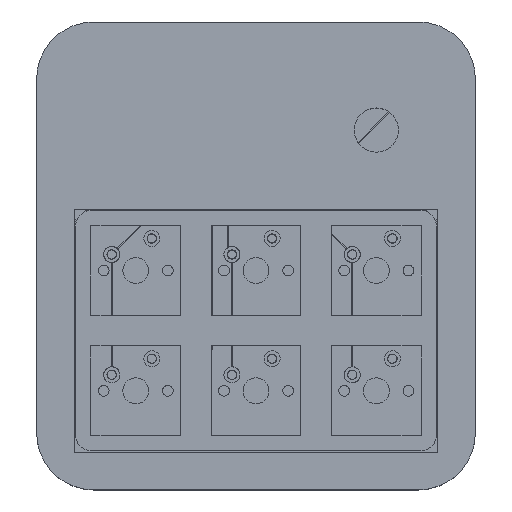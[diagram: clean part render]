
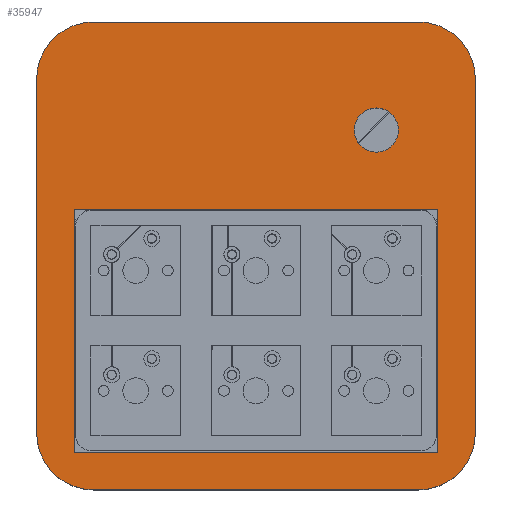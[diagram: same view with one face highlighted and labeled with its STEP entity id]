
A CAD part, top view. The second image highlights one B-rep face of the part: STEP entity #35947.
In plain terms, the highlighted planar face has unit normal (0, 0, 1).
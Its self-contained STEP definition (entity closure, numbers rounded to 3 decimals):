
#892=FACE_BOUND('',#6695,.T.);
#893=FACE_BOUND('',#6696,.T.);
#2269=PLANE('',#39204);
#4217=FACE_OUTER_BOUND('',#6694,.T.);
#6694=EDGE_LOOP('',(#32997,#32998,#32999,#33000,#33001,#33002,#33003,#33004));
#6695=EDGE_LOOP('',(#33005,#33006,#33007,#33008));
#6696=EDGE_LOOP('',(#33009));
#10414=LINE('',#58988,#14209);
#10418=LINE('',#58996,#14213);
#10421=LINE('',#59002,#14216);
#10424=LINE('',#59007,#14219);
#10428=LINE('',#59019,#14223);
#10431=LINE('',#59027,#14226);
#10434=LINE('',#59035,#14229);
#10437=LINE('',#59043,#14232);
#14209=VECTOR('',#48816,10.);
#14213=VECTOR('',#48822,10.);
#14216=VECTOR('',#48827,10.);
#14219=VECTOR('',#48832,10.);
#14223=VECTOR('',#48844,10.);
#14226=VECTOR('',#48853,10.);
#14229=VECTOR('',#48862,10.);
#14232=VECTOR('',#48871,10.);
#15442=CIRCLE('',#39190,3.5);
#15444=CIRCLE('',#39194,9.);
#15445=CIRCLE('',#39197,9.);
#15446=CIRCLE('',#39200,9.);
#15447=CIRCLE('',#39203,9.);
#18598=VERTEX_POINT('',#58986);
#18599=VERTEX_POINT('',#58987);
#18602=VERTEX_POINT('',#58995);
#18604=VERTEX_POINT('',#59001);
#18606=VERTEX_POINT('',#59010);
#18608=VERTEX_POINT('',#59016);
#18609=VERTEX_POINT('',#59018);
#18610=VERTEX_POINT('',#59022);
#18611=VERTEX_POINT('',#59026);
#18612=VERTEX_POINT('',#59030);
#18613=VERTEX_POINT('',#59034);
#18614=VERTEX_POINT('',#59038);
#18615=VERTEX_POINT('',#59042);
#23411=EDGE_CURVE('',#18598,#18599,#10414,.T.);
#23415=EDGE_CURVE('',#18602,#18598,#10418,.T.);
#23418=EDGE_CURVE('',#18604,#18602,#10421,.T.);
#23421=EDGE_CURVE('',#18599,#18604,#10424,.T.);
#23423=EDGE_CURVE('',#18606,#18606,#15442,.T.);
#23427=EDGE_CURVE('',#18609,#18608,#10428,.T.);
#23429=EDGE_CURVE('',#18610,#18609,#15444,.T.);
#23431=EDGE_CURVE('',#18611,#18610,#10431,.T.);
#23433=EDGE_CURVE('',#18612,#18611,#15445,.T.);
#23435=EDGE_CURVE('',#18613,#18612,#10434,.T.);
#23437=EDGE_CURVE('',#18614,#18613,#15446,.T.);
#23439=EDGE_CURVE('',#18615,#18614,#10437,.T.);
#23441=EDGE_CURVE('',#18608,#18615,#15447,.T.);
#32997=ORIENTED_EDGE('',*,*,#23441,.T.);
#32998=ORIENTED_EDGE('',*,*,#23439,.T.);
#32999=ORIENTED_EDGE('',*,*,#23437,.T.);
#33000=ORIENTED_EDGE('',*,*,#23435,.T.);
#33001=ORIENTED_EDGE('',*,*,#23433,.T.);
#33002=ORIENTED_EDGE('',*,*,#23431,.T.);
#33003=ORIENTED_EDGE('',*,*,#23429,.T.);
#33004=ORIENTED_EDGE('',*,*,#23427,.T.);
#33005=ORIENTED_EDGE('',*,*,#23411,.T.);
#33006=ORIENTED_EDGE('',*,*,#23421,.T.);
#33007=ORIENTED_EDGE('',*,*,#23418,.T.);
#33008=ORIENTED_EDGE('',*,*,#23415,.T.);
#33009=ORIENTED_EDGE('',*,*,#23423,.T.);
#35947=ADVANCED_FACE('',(#4217,#892,#893),#2269,.T.);
#39190=AXIS2_PLACEMENT_3D('',#59011,#48836,#48837);
#39194=AXIS2_PLACEMENT_3D('',#59023,#48848,#48849);
#39197=AXIS2_PLACEMENT_3D('',#59031,#48857,#48858);
#39200=AXIS2_PLACEMENT_3D('',#59039,#48866,#48867);
#39203=AXIS2_PLACEMENT_3D('',#59046,#48875,#48876);
#39204=AXIS2_PLACEMENT_3D('',#59047,#48877,#48878);
#48816=DIRECTION('',(0.,-1.,0.));
#48822=DIRECTION('',(1.,0.,0.));
#48827=DIRECTION('',(0.,1.,0.));
#48832=DIRECTION('',(-1.,0.,0.));
#48836=DIRECTION('center_axis',(0.,0.,-1.));
#48837=DIRECTION('ref_axis',(-1.,0.,0.));
#48844=DIRECTION('',(0.,-1.,0.));
#48848=DIRECTION('center_axis',(0.,0.,1.));
#48849=DIRECTION('ref_axis',(0.,1.,0.));
#48853=DIRECTION('',(-1.,0.,0.));
#48857=DIRECTION('center_axis',(0.,0.,1.));
#48858=DIRECTION('ref_axis',(1.,0.,0.));
#48862=DIRECTION('',(0.,1.,0.));
#48866=DIRECTION('center_axis',(0.,0.,1.));
#48867=DIRECTION('ref_axis',(0.,-1.,0.));
#48871=DIRECTION('',(1.,0.,0.));
#48875=DIRECTION('center_axis',(0.,0.,1.));
#48876=DIRECTION('ref_axis',(-1.,0.,0.));
#48877=DIRECTION('center_axis',(0.,0.,1.));
#48878=DIRECTION('ref_axis',(1.,0.,0.));
#58986=CARTESIAN_POINT('',(66.875,47.825,12.553));
#58987=CARTESIAN_POINT('',(66.875,9.325,12.553));
#58988=CARTESIAN_POINT('',(66.875,44.111,12.553));
#58995=CARTESIAN_POINT('',(9.325,47.825,12.553));
#58996=CARTESIAN_POINT('',(23.709,47.825,12.553));
#59001=CARTESIAN_POINT('',(9.325,9.325,12.553));
#59002=CARTESIAN_POINT('',(9.325,24.861,12.553));
#59007=CARTESIAN_POINT('',(52.484,9.325,12.553));
#59010=CARTESIAN_POINT('',(60.65,60.325,12.553));
#59011=CARTESIAN_POINT('Origin',(57.15,60.325,12.553));
#59016=CARTESIAN_POINT('',(3.35,12.35,12.553));
#59018=CARTESIAN_POINT('',(3.35,68.444,12.553));
#59019=CARTESIAN_POINT('',(3.35,12.35,12.553));
#59022=CARTESIAN_POINT('',(12.35,77.444,12.553));
#59023=CARTESIAN_POINT('Origin',(12.35,68.444,12.553));
#59026=CARTESIAN_POINT('',(63.838,77.444,12.553));
#59027=CARTESIAN_POINT('',(63.838,77.444,12.553));
#59030=CARTESIAN_POINT('',(72.838,68.444,12.553));
#59031=CARTESIAN_POINT('Origin',(63.838,68.444,12.553));
#59034=CARTESIAN_POINT('',(72.838,12.35,12.553));
#59035=CARTESIAN_POINT('',(72.838,12.35,12.553));
#59038=CARTESIAN_POINT('',(63.838,3.35,12.553));
#59039=CARTESIAN_POINT('Origin',(63.838,12.35,12.553));
#59042=CARTESIAN_POINT('',(12.35,3.35,12.553));
#59043=CARTESIAN_POINT('',(12.35,3.35,12.553));
#59046=CARTESIAN_POINT('Origin',(12.35,12.35,12.553));
#59047=CARTESIAN_POINT('Origin',(38.094,40.397,12.553));
